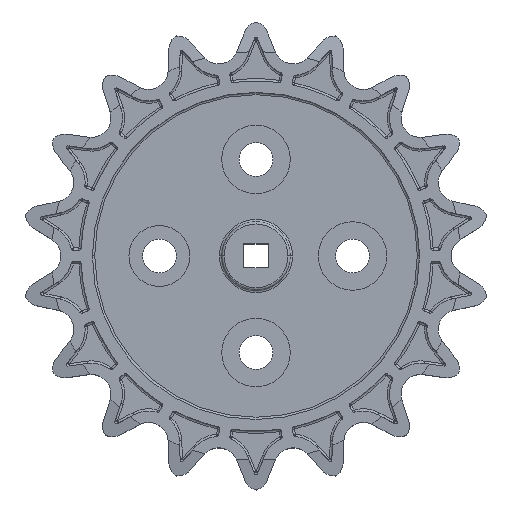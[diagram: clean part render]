
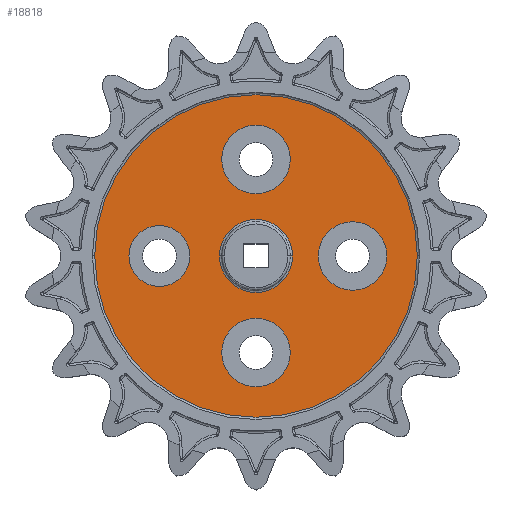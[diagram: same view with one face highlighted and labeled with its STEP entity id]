
A CAD part, top view. The second image highlights one B-rep face of the part: STEP entity #18818.
In plain terms, the highlighted planar face has unit normal (0, 0, 1).
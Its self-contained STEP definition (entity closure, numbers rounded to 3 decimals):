
#2155=CARTESIAN_POINT('',(-12.7,0.,1.));
#2156=DIRECTION('',(0.,0.,1.));
#2157=DIRECTION('',(-1.,0.,0.));
#2158=AXIS2_PLACEMENT_3D('',#2155,#2156,#2157);
#2160=CARTESIAN_POINT('',(-12.7,0.,1.));
#2161=DIRECTION('',(0.,0.,1.));
#2162=DIRECTION('',(1.,0.,0.));
#2163=AXIS2_PLACEMENT_3D('',#2160,#2161,#2162);
#2165=CARTESIAN_POINT('',(0.,12.7,1.));
#2166=DIRECTION('',(0.,0.,1.));
#2167=DIRECTION('',(-1.,0.,0.));
#2168=AXIS2_PLACEMENT_3D('',#2165,#2166,#2167);
#2170=CARTESIAN_POINT('',(0.,12.7,1.));
#2171=DIRECTION('',(0.,0.,1.));
#2172=DIRECTION('',(1.,0.,0.));
#2173=AXIS2_PLACEMENT_3D('',#2170,#2171,#2172);
#2175=CARTESIAN_POINT('',(12.7,0.,1.));
#2176=DIRECTION('',(0.,0.,1.));
#2177=DIRECTION('',(-1.,0.,0.));
#2178=AXIS2_PLACEMENT_3D('',#2175,#2176,#2177);
#2180=CARTESIAN_POINT('',(12.7,0.,1.));
#2181=DIRECTION('',(0.,0.,1.));
#2182=DIRECTION('',(1.,0.,0.));
#2183=AXIS2_PLACEMENT_3D('',#2180,#2181,#2182);
#2185=CARTESIAN_POINT('',(0.,-12.7,1.));
#2186=DIRECTION('',(0.,0.,1.));
#2187=DIRECTION('',(-1.,0.,0.));
#2188=AXIS2_PLACEMENT_3D('',#2185,#2186,#2187);
#2190=CARTESIAN_POINT('',(0.,-12.7,1.));
#2191=DIRECTION('',(0.,0.,1.));
#2192=DIRECTION('',(1.,0.,0.));
#2193=AXIS2_PLACEMENT_3D('',#2190,#2191,#2192);
#2195=CARTESIAN_POINT('',(0.,0.,1.));
#2196=DIRECTION('',(0.,0.,-1.));
#2197=DIRECTION('',(-1.,0.,0.));
#2198=AXIS2_PLACEMENT_3D('',#2195,#2196,#2197);
#2200=CARTESIAN_POINT('',(0.,0.,1.));
#2201=DIRECTION('',(0.,0.,-1.));
#2202=DIRECTION('',(1.,0.,0.));
#2203=AXIS2_PLACEMENT_3D('',#2200,#2201,#2202);
#2205=CARTESIAN_POINT('',(0.,0.,1.));
#2206=DIRECTION('',(0.,0.,1.));
#2207=DIRECTION('',(-1.,0.,0.));
#2208=AXIS2_PLACEMENT_3D('',#2205,#2206,#2207);
#2210=CARTESIAN_POINT('',(0.,0.,1.));
#2211=DIRECTION('',(0.,0.,1.));
#2212=DIRECTION('',(1.,0.,0.));
#2213=AXIS2_PLACEMENT_3D('',#2210,#2211,#2212);
#14351=CARTESIAN_POINT('',(-16.7,0.,1.));
#14352=CARTESIAN_POINT('',(-8.7,0.,1.));
#14353=VERTEX_POINT('',#14351);
#14354=VERTEX_POINT('',#14352);
#14355=CARTESIAN_POINT('',(-4.5,12.7,1.));
#14356=CARTESIAN_POINT('',(4.5,12.7,1.));
#14357=VERTEX_POINT('',#14355);
#14358=VERTEX_POINT('',#14356);
#14359=CARTESIAN_POINT('',(8.2,0.,1.));
#14360=CARTESIAN_POINT('',(17.2,0.,1.));
#14361=VERTEX_POINT('',#14359);
#14362=VERTEX_POINT('',#14360);
#14363=CARTESIAN_POINT('',(-4.5,-12.7,1.));
#14364=CARTESIAN_POINT('',(4.5,-12.7,1.));
#14365=VERTEX_POINT('',#14363);
#14366=VERTEX_POINT('',#14364);
#15421=CARTESIAN_POINT('',(-21.2,0.,1.));
#15422=CARTESIAN_POINT('',(21.2,0.,1.));
#15423=VERTEX_POINT('',#15421);
#15424=VERTEX_POINT('',#15422);
#16905=CARTESIAN_POINT('',(-4.8,0.,1.));
#16906=CARTESIAN_POINT('',(4.8,0.,1.));
#16907=VERTEX_POINT('',#16905);
#16908=VERTEX_POINT('',#16906);
#18778=CARTESIAN_POINT('',(0.,0.,1.));
#18779=DIRECTION('',(0.,0.,-1.));
#18780=DIRECTION('',(-1.,0.,0.));
#18781=AXIS2_PLACEMENT_3D('',#18778,#18779,#18780);
#18782=PLANE('',#18781);
#18783=ORIENTED_EDGE('',*,*,#18768,.T.);
#18785=ORIENTED_EDGE('',*,*,#18784,.T.);
#18786=EDGE_LOOP('',(#18783,#18785));
#18787=FACE_OUTER_BOUND('',#18786,.F.);
#18789=ORIENTED_EDGE('',*,*,#18788,.T.);
#18791=ORIENTED_EDGE('',*,*,#18790,.T.);
#18792=EDGE_LOOP('',(#18789,#18791));
#18793=FACE_BOUND('',#18792,.F.);
#18795=ORIENTED_EDGE('',*,*,#18794,.T.);
#18797=ORIENTED_EDGE('',*,*,#18796,.T.);
#18798=EDGE_LOOP('',(#18795,#18797));
#18799=FACE_BOUND('',#18798,.F.);
#18801=ORIENTED_EDGE('',*,*,#18800,.T.);
#18803=ORIENTED_EDGE('',*,*,#18802,.T.);
#18804=EDGE_LOOP('',(#18801,#18803));
#18805=FACE_BOUND('',#18804,.F.);
#18807=ORIENTED_EDGE('',*,*,#18806,.T.);
#18809=ORIENTED_EDGE('',*,*,#18808,.T.);
#18810=EDGE_LOOP('',(#18807,#18809));
#18811=FACE_BOUND('',#18810,.F.);
#18813=ORIENTED_EDGE('',*,*,#18812,.T.);
#18815=ORIENTED_EDGE('',*,*,#18814,.T.);
#18816=EDGE_LOOP('',(#18813,#18815));
#18817=FACE_BOUND('',#18816,.F.);
#18818=ADVANCED_FACE('',(#18787,#18793,#18799,#18805,#18811,#18817),#18782,.F.);
#2159=CIRCLE('',#2158,4.);
#2164=CIRCLE('',#2163,4.);
#2169=CIRCLE('',#2168,4.5);
#2174=CIRCLE('',#2173,4.5);
#2179=CIRCLE('',#2178,4.5);
#2184=CIRCLE('',#2183,4.5);
#2189=CIRCLE('',#2188,4.5);
#2194=CIRCLE('',#2193,4.5);
#2199=CIRCLE('',#2198,21.2);
#2204=CIRCLE('',#2203,21.2);
#2209=CIRCLE('',#2208,4.8);
#2214=CIRCLE('',#2213,4.8);
#18768=EDGE_CURVE('',#15423,#15424,#2199,.T.);
#18784=EDGE_CURVE('',#15424,#15423,#2204,.T.);
#18788=EDGE_CURVE('',#14353,#14354,#2159,.T.);
#18790=EDGE_CURVE('',#14354,#14353,#2164,.T.);
#18794=EDGE_CURVE('',#14357,#14358,#2169,.T.);
#18796=EDGE_CURVE('',#14358,#14357,#2174,.T.);
#18800=EDGE_CURVE('',#14361,#14362,#2179,.T.);
#18802=EDGE_CURVE('',#14362,#14361,#2184,.T.);
#18806=EDGE_CURVE('',#14365,#14366,#2189,.T.);
#18808=EDGE_CURVE('',#14366,#14365,#2194,.T.);
#18812=EDGE_CURVE('',#16907,#16908,#2209,.T.);
#18814=EDGE_CURVE('',#16908,#16907,#2214,.T.);
